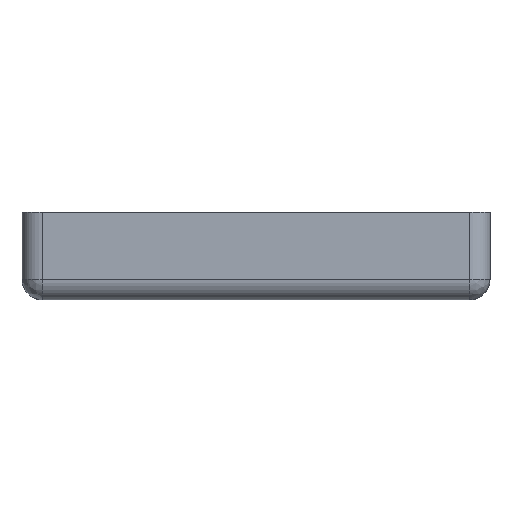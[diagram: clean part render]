
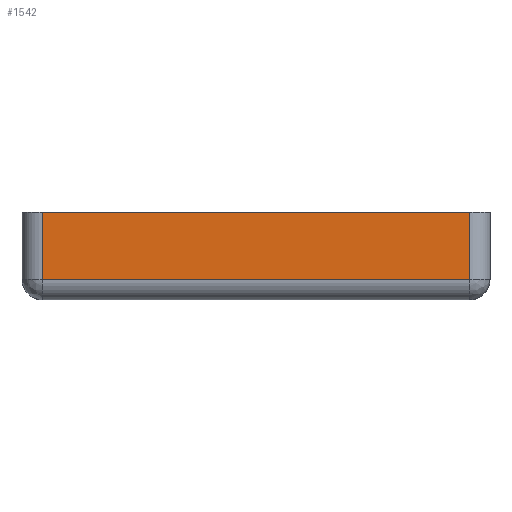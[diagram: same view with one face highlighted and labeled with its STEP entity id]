
A CAD part, left-side view. The second image highlights one B-rep face of the part: STEP entity #1542.
In plain terms, the highlighted free-form (B-spline) face has degree [1, 1] with [2, 2] control points.
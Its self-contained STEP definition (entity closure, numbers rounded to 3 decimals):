
#1319=CARTESIAN_POINT('',(-40.0,-36.5,53.5));
#1320=VERTEX_POINT('',#1319);
#1330=CARTESIAN_POINT('',(-40.0,36.5,53.5));
#1331=VERTEX_POINT('',#1330);
#1332=CARTESIAN_POINT('',(-40.0,36.5,53.5));
#1333=DIRECTION('',(0.0,-1.0,0.0));
#1334=VECTOR('',#1333,73.0);
#1335=LINE('',#1332,#1334);
#1336=EDGE_CURVE('',#1331,#1320,#1335,.T.);
#1501=CARTESIAN_POINT('',(-40.0,-36.5,65.));
#1502=VERTEX_POINT('',#1501);
#1510=CARTESIAN_POINT('',(-40.0,-36.5,53.5));
#1511=DIRECTION('',(0.0,0.0,1.0));
#1512=VECTOR('',#1511,11.5);
#1513=LINE('',#1510,#1512);
#1514=EDGE_CURVE('',#1320,#1502,#1513,.T.);
#1519=CARTESIAN_POINT('',(-40.0,36.5,65.));
#1520=CARTESIAN_POINT('',(-40.0,36.5,53.5));
#1521=CARTESIAN_POINT('',(-40.0,-36.5,65.));
#1522=CARTESIAN_POINT('',(-40.0,-36.5,53.5));
#1523=B_SPLINE_SURFACE_WITH_KNOTS('',1,1,((#1519,#1521),(#1520,#1522)),.UNSPECIFIED.,.F.,.F.,.U.,(2,2),(2,2),(0.0,11.5),(0.0,73.0),.UNSPECIFIED.);
#1524=ORIENTED_EDGE('',*,*,#1336,.T.);
#1525=ORIENTED_EDGE('',*,*,#1514,.T.);
#1526=CARTESIAN_POINT('',(-40.0,36.5,65.));
#1527=VERTEX_POINT('',#1526);
#1528=CARTESIAN_POINT('',(-40.0,-36.5,65.));
#1529=DIRECTION('',(0.0,1.0,0.0));
#1530=VECTOR('',#1529,73.0);
#1531=LINE('',#1528,#1530);
#1532=EDGE_CURVE('',#1502,#1527,#1531,.T.);
#1533=ORIENTED_EDGE('',*,*,#1532,.T.);
#1534=CARTESIAN_POINT('',(-40.0,36.5,65.));
#1535=DIRECTION('',(0.0,0.0,-1.0));
#1536=VECTOR('',#1535,11.5);
#1537=LINE('',#1534,#1536);
#1538=EDGE_CURVE('',#1527,#1331,#1537,.T.);
#1539=ORIENTED_EDGE('',*,*,#1538,.T.);
#1540=EDGE_LOOP('',(#1524,#1525,#1533,#1539));
#1541=FACE_OUTER_BOUND('',#1540,.T.);
#1542=ADVANCED_FACE('',(#1541),#1523,.T.);
